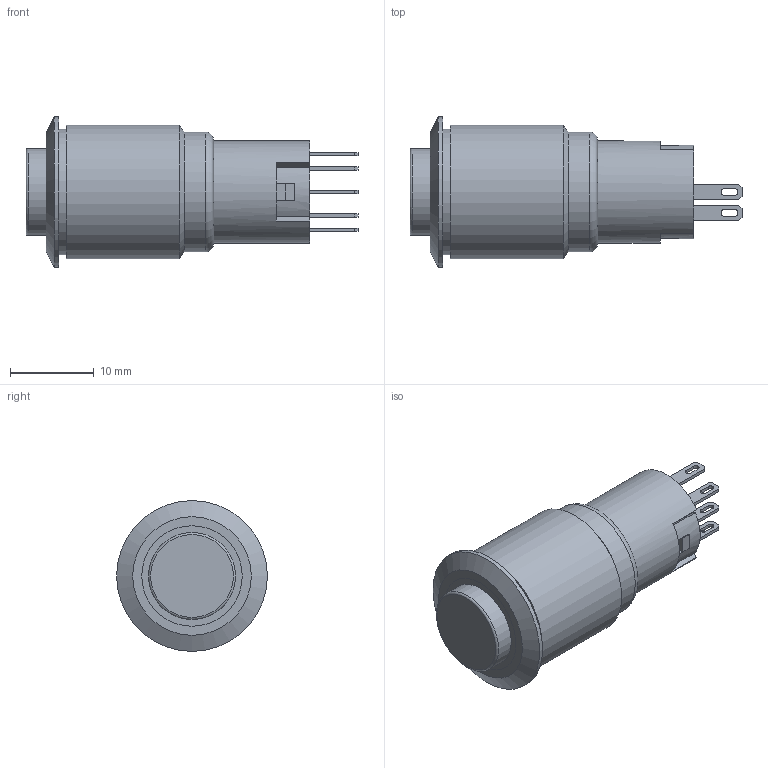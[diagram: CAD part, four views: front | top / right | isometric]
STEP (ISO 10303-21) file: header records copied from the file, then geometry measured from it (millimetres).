
FILE_DESCRIPTION(/* description */ (''),/* implementation_level */ '2;1');
FILE_NAME(/* name */ 'PV3WH2B0xx-3xx.stp',/* time_stamp */ '2025-05-28T14:03:53-05:00',/* author */ ('mroman'),/* organization */ (''),/* preprocessor_version */ 'ST-DEVELOPER v18.1',/* originating_system */ 'Autodesk Inventor 2022',/* authorisation */ '');
FILE_SCHEMA (('AUTOMOTIVE_DESIGN { 1 0 10303 214 3 1 1 }'));
Length unit declared in the file: centimetre
Products named in the file (1): PV3WH2B0xx-3xx
Bounding box: 39.65 x 18 x 18 mm (x, y, z)
Volume: 3952.5 mm3; surface area: 3722.4 mm2
Topology: 1 solids, 2 shells, 344 faces, 885 edges, 585 vertices
Faces by surface type: plane 235, bspline 68, cylinder 35, torus 3, cone 3
Full cylindrical faces by diameter (mm): 5.2 x1, 7 x1, 7.3 x1, 8.1 x1, 9 x1, 9.2 x1, 9.6 x1, 10.4 x2, 12 x1, 12.2 x1, 14.3 x1, 15 x1, 15.9 x1, 18 x1
Entity records: 10927 total; most frequent: CARTESIAN_POINT 2818, ORIENTED_EDGE 1770, DIRECTION 1409, EDGE_CURVE 885, LINE 643, VECTOR 643, VERTEX_POINT 585, EDGE_LOOP 402
